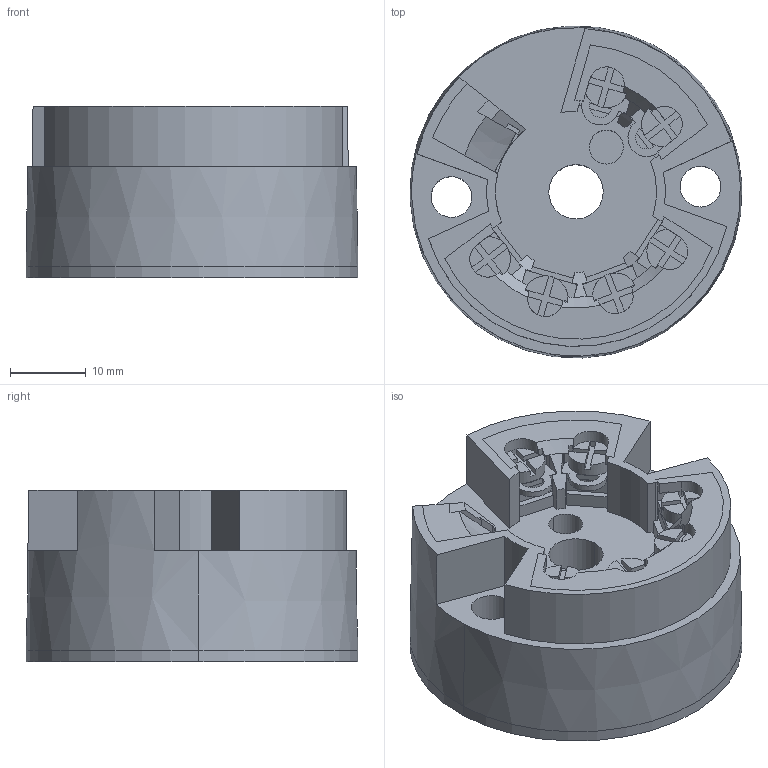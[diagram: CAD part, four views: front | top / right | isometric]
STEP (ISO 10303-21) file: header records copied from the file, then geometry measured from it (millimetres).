
FILE_DESCRIPTION(('Creo Elements/Direct Modeling STEP Export'),'2;1');
FILE_NAME('model.stp','2018-09-17T 7:39:52',(''),(''),'Creo Elements/Direct Modeling STEP processor for AP214 (Solid Model)','Creo Elements/Direct Modeling 18.1I 14-Aug-2016 (C) Parametric Technology GmbH','');
FILE_SCHEMA(('AUTOMOTIVE_DESIGN { 1 0 10303 214 1 1 1 1 }'));
Length unit declared in the file: millimetre
Products named in the file (2): MCR-SL-HT-PT_100-I-select
Assembly tree (1 placements, depth 2):
  MCR-SL-HT-PT_100-I-select
    MCR-SL-HT-PT_100-I-select
Bounding box: 43.96 x 43.96 x 22.7 mm (x, y, z)
Volume: 25961.3 mm3; surface area: 8112.3 mm2
Topology: 1 solids, 1 shells, 424 faces, 1135 edges, 712 vertices
Faces by surface type: plane 280, cylinder 95, extrusion 38, cone 10, bspline 1
Entity records: 16509 total; most frequent: CARTESIAN_POINT 4063, ORIENTED_EDGE 2270, DIRECTION 1573, EDGE_CURVE 1135, VERTEX_POINT 712, VECTOR 709, LINE 665, EDGE_LOOP 433
